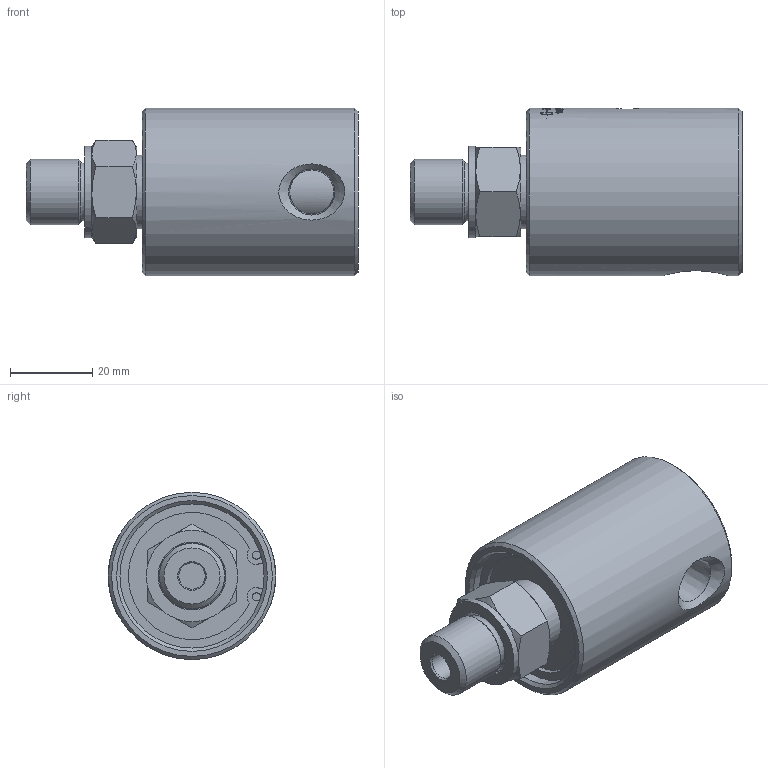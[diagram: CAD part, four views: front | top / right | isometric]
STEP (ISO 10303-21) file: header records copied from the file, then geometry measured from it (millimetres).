
FILE_DESCRIPTION(/* description */ (''),/* implementation_level */ '2;1');
FILE_NAME(/* name */ '1102-070-079-IC.stp',/* time_stamp */ '2020-05-13T15:47:30-05:00',/* author */ ('Moorera'),/* organization */ (''),/* preprocessor_version */ 'ST-DEVELOPER v18.1',/* originating_system */ 'Autodesk Inventor 2020',/* authorisation */ '');
FILE_SCHEMA (('AUTOMOTIVE_DESIGN { 1 0 10303 214 3 1 1 }'));
Products named in the file (1): 1102-070-079-IC
Bounding box: 80.73 x 40.71 x 40.71 mm (x, y, z)
Volume: 71050.7 mm3; surface area: 13332.2 mm2
Topology: 1 solids, 2 shells, 335 faces, 872 edges, 587 vertices
Faces by surface type: bspline 166, plane 103, cylinder 52, cone 12, sphere 1, torus 1
Full cylindrical faces by diameter (mm): 1.981 x2, 4.7 x1, 5.75 x1, 6 x1, 6.4 x1, 10.719 x1, 15.839 x1, 16.5 x1, 17.85 x1, 22.2 x1, 35.05 x1, 40.71 x1
Entity records: 50148 total; most frequent: CARTESIAN_POINT 42557, ORIENTED_EDGE 1744, DIRECTION 1166, EDGE_CURVE 872, VERTEX_POINT 587, AXIS2_PLACEMENT_3D 421, EDGE_LOOP 381, FACE_OUTER_BOUND 335
